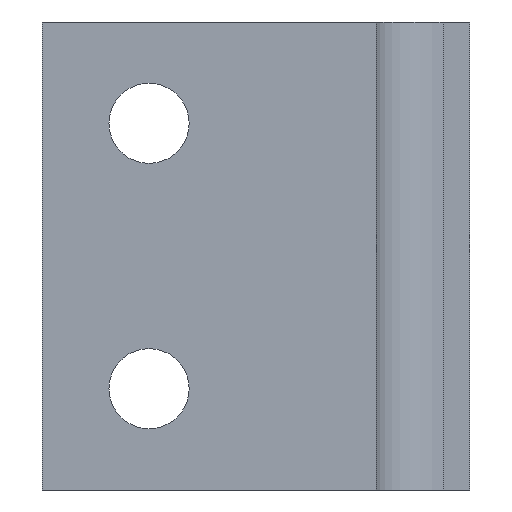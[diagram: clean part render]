
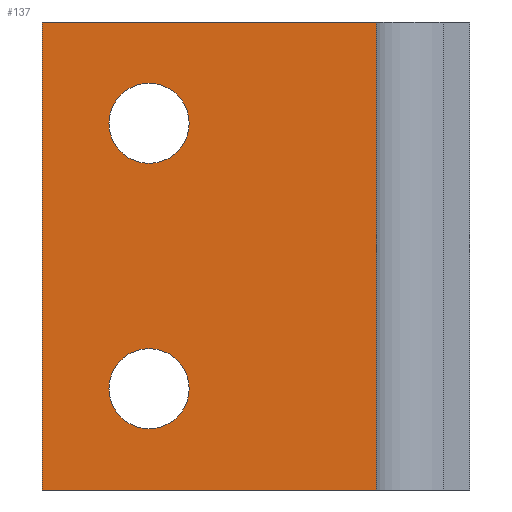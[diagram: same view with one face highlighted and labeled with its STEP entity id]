
A CAD part, front view. The second image highlights one B-rep face of the part: STEP entity #137.
In plain terms, the highlighted planar face has unit normal (0, -1, 0).
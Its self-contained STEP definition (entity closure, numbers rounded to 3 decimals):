
#13 = AXIS2_PLACEMENT_3D ( 'NONE', #907, #460, #86 ) ;
#16 = CARTESIAN_POINT ( 'NONE',  ( -4.5, 0., -9.925 ) ) ;
#32 = DIRECTION ( 'NONE',  ( 0., 0., -1. ) ) ;
#81 = EDGE_CURVE ( 'NONE', #788, #899, #728, .T. ) ;
#86 = DIRECTION ( 'NONE',  ( 0., 0., 1. ) ) ;
#95 = CARTESIAN_POINT ( 'NONE',  ( -4.5, 0., 12.925 ) ) ;
#100 = ORIENTED_EDGE ( 'NONE', *, *, #274, .F. ) ;
#104 = EDGE_LOOP ( 'NONE', ( #918, #822 ) ) ;
#112 = DIRECTION ( 'NONE',  ( 0., 1., 0. ) ) ;
#113 = CARTESIAN_POINT ( 'NONE',  ( -12.5, 0., 17.5 ) ) ;
#137 = ADVANCED_FACE ( 'NONE', ( #521, #765, #577 ), #342, .T. ) ;
#147 = AXIS2_PLACEMENT_3D ( 'NONE', #471, #112, #851 ) ;
#152 = CARTESIAN_POINT ( 'NONE',  ( 12.5, 0., 17.5 ) ) ;
#169 = DIRECTION ( 'NONE',  ( 0., 1., 0. ) ) ;
#177 = AXIS2_PLACEMENT_3D ( 'NONE', #16, #169, #691 ) ;
#214 = AXIS2_PLACEMENT_3D ( 'NONE', #675, #225, #290 ) ;
#225 = DIRECTION ( 'NONE',  ( 0., 1., 0. ) ) ;
#226 = VERTEX_POINT ( 'NONE', #868 ) ;
#248 = ORIENTED_EDGE ( 'NONE', *, *, #518, .F. ) ;
#271 = DIRECTION ( 'NONE',  ( 0., 0., -1. ) ) ;
#274 = EDGE_CURVE ( 'NONE', #899, #503, #803, .T. ) ;
#290 = DIRECTION ( 'NONE',  ( 0., 0., 1. ) ) ;
#322 = CARTESIAN_POINT ( 'NONE',  ( 12.5, 0., -17.5 ) ) ;
#326 = DIRECTION ( 'NONE',  ( 1., 0., 0. ) ) ;
#339 = CARTESIAN_POINT ( 'NONE',  ( -4.5, 0., 6.925 ) ) ;
#340 = CIRCLE ( 'NONE', #13, 3. ) ;
#342 = PLANE ( 'NONE',  #502 ) ;
#344 = EDGE_LOOP ( 'NONE', ( #248, #360, #100, #438 ) ) ;
#360 = ORIENTED_EDGE ( 'NONE', *, *, #416, .F. ) ;
#405 = VECTOR ( 'NONE', #889, 1000. ) ;
#416 = EDGE_CURVE ( 'NONE', #503, #945, #773, .T. ) ;
#438 = ORIENTED_EDGE ( 'NONE', *, *, #81, .F. ) ;
#460 = DIRECTION ( 'NONE',  ( 0., 1., 0. ) ) ;
#471 = CARTESIAN_POINT ( 'NONE',  ( -4.5, 0., 9.925 ) ) ;
#499 = CARTESIAN_POINT ( 'NONE',  ( 0., 0., 0. ) ) ;
#502 = AXIS2_PLACEMENT_3D ( 'NONE', #499, #600, #32 ) ;
#503 = VERTEX_POINT ( 'NONE', #113 ) ;
#518 = EDGE_CURVE ( 'NONE', #945, #788, #676, .T. ) ;
#521 = FACE_BOUND ( 'NONE', #104, .T. ) ;
#577 = FACE_OUTER_BOUND ( 'NONE', #344, .T. ) ;
#599 = CARTESIAN_POINT ( 'NONE',  ( -12.5, 0., -17.5 ) ) ;
#600 = DIRECTION ( 'NONE',  ( 0., -1., 0. ) ) ;
#637 = CARTESIAN_POINT ( 'NONE',  ( -12.5, 0., 17.5 ) ) ;
#639 = VECTOR ( 'NONE', #271, 1000. ) ;
#645 = EDGE_CURVE ( 'NONE', #226, #696, #690, .T. ) ;
#647 = CARTESIAN_POINT ( 'NONE',  ( 12.5, 0., 17.5 ) ) ;
#675 = CARTESIAN_POINT ( 'NONE',  ( -4.5, 0., -9.925 ) ) ;
#676 = LINE ( 'NONE', #152, #639 ) ;
#680 = DIRECTION ( 'NONE',  ( -1., 0., 0. ) ) ;
#690 = CIRCLE ( 'NONE', #214, 3. ) ;
#691 = DIRECTION ( 'NONE',  ( 0., 0., 1. ) ) ;
#696 = VERTEX_POINT ( 'NONE', #917 ) ;
#718 = ORIENTED_EDGE ( 'NONE', *, *, #869, .T. ) ;
#720 = CARTESIAN_POINT ( 'NONE',  ( -12.5, 0., -17.5 ) ) ;
#728 = LINE ( 'NONE', #599, #883 ) ;
#731 = VERTEX_POINT ( 'NONE', #95 ) ;
#741 = EDGE_CURVE ( 'NONE', #957, #731, #340, .T. ) ;
#750 = EDGE_CURVE ( 'NONE', #696, #226, #866, .T. ) ;
#751 = VECTOR ( 'NONE', #326, 1000. ) ;
#765 = FACE_BOUND ( 'NONE', #933, .T. ) ;
#773 = LINE ( 'NONE', #849, #751 ) ;
#788 = VERTEX_POINT ( 'NONE', #322 ) ;
#803 = LINE ( 'NONE', #637, #405 ) ;
#814 = CIRCLE ( 'NONE', #147, 3. ) ;
#822 = ORIENTED_EDGE ( 'NONE', *, *, #750, .T. ) ;
#849 = CARTESIAN_POINT ( 'NONE',  ( -12.5, 0., 17.5 ) ) ;
#851 = DIRECTION ( 'NONE',  ( 0., 0., 1. ) ) ;
#866 = CIRCLE ( 'NONE', #177, 3. ) ;
#868 = CARTESIAN_POINT ( 'NONE',  ( -4.5, 0., -6.925 ) ) ;
#869 = EDGE_CURVE ( 'NONE', #731, #957, #814, .T. ) ;
#880 = ORIENTED_EDGE ( 'NONE', *, *, #741, .T. ) ;
#883 = VECTOR ( 'NONE', #680, 1000. ) ;
#889 = DIRECTION ( 'NONE',  ( 0., 0., 1. ) ) ;
#899 = VERTEX_POINT ( 'NONE', #720 ) ;
#907 = CARTESIAN_POINT ( 'NONE',  ( -4.5, 0., 9.925 ) ) ;
#917 = CARTESIAN_POINT ( 'NONE',  ( -4.5, 0., -12.925 ) ) ;
#918 = ORIENTED_EDGE ( 'NONE', *, *, #645, .T. ) ;
#933 = EDGE_LOOP ( 'NONE', ( #718, #880 ) ) ;
#945 = VERTEX_POINT ( 'NONE', #647 ) ;
#957 = VERTEX_POINT ( 'NONE', #339 ) ;
